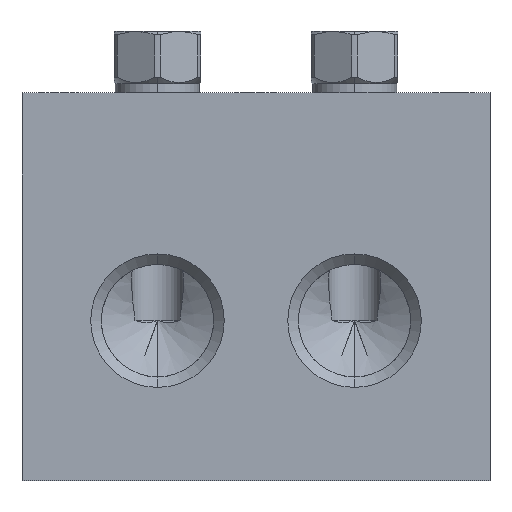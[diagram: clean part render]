
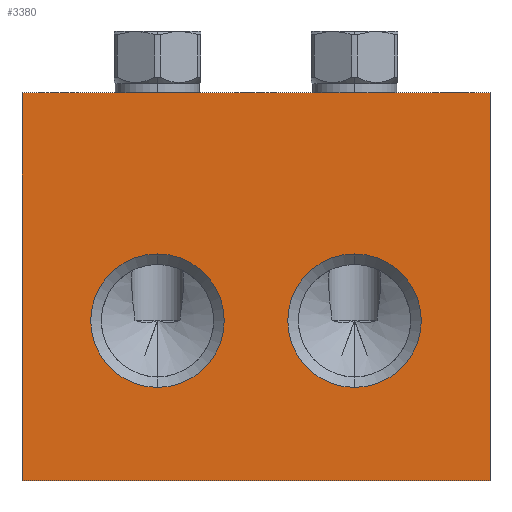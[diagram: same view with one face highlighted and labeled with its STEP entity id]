
A CAD part, front view. The second image highlights one B-rep face of the part: STEP entity #3380.
In plain terms, the highlighted planar face has unit normal (0, -1, 0).
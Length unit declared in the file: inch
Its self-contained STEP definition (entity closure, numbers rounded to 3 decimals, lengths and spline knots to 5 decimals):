
#5=DIRECTION('',(1.,0.,0.));
#6=VECTOR('',#5,4.75);
#7=CARTESIAN_POINT('',(0.,-3.,0.));
#8=LINE('',#7,#6);
#105=DIRECTION('',(0.,0.,1.));
#106=VECTOR('',#105,3.938);
#107=CARTESIAN_POINT('',(4.75,-3.,0.));
#108=LINE('',#107,#106);
#119=DIRECTION('',(0.,0.,1.));
#120=VECTOR('',#119,3.938);
#121=CARTESIAN_POINT('',(0.,-3.,0.));
#122=LINE('',#121,#120);
#123=CARTESIAN_POINT('',(1.375,-3.,1.625));
#124=DIRECTION('',(0.,1.,0.));
#125=DIRECTION('',(0.,0.,-1.));
#126=AXIS2_PLACEMENT_3D('',#123,#124,#125);
#128=CARTESIAN_POINT('',(1.375,-3.,1.625));
#129=DIRECTION('',(0.,1.,0.));
#130=DIRECTION('',(0.,0.,1.));
#131=AXIS2_PLACEMENT_3D('',#128,#129,#130);
#133=CARTESIAN_POINT('',(3.375,-3.,1.625));
#134=DIRECTION('',(0.,1.,0.));
#135=DIRECTION('',(0.,0.,-1.));
#136=AXIS2_PLACEMENT_3D('',#133,#134,#135);
#138=CARTESIAN_POINT('',(3.375,-3.,1.625));
#139=DIRECTION('',(0.,1.,0.));
#140=DIRECTION('',(0.,0.,1.));
#141=AXIS2_PLACEMENT_3D('',#138,#139,#140);
#155=DIRECTION('',(1.,0.,0.));
#156=VECTOR('',#155,4.75);
#157=CARTESIAN_POINT('',(0.,-3.,3.938));
#158=LINE('',#157,#156);
#2844=CARTESIAN_POINT('',(0.,-3.,0.));
#2846=VERTEX_POINT('',#2844);
#2847=CARTESIAN_POINT('',(4.75,-3.,0.));
#2848=VERTEX_POINT('',#2847);
#2852=CARTESIAN_POINT('',(0.,-3.,3.938));
#2854=VERTEX_POINT('',#2852);
#2855=CARTESIAN_POINT('',(4.75,-3.,3.938));
#2856=VERTEX_POINT('',#2855);
#3093=CARTESIAN_POINT('',(1.375,-3.,2.3025));
#3095=VERTEX_POINT('',#3093);
#3097=CARTESIAN_POINT('',(1.375,-3.,0.9475));
#3098=VERTEX_POINT('',#3097);
#3119=CARTESIAN_POINT('',(3.375,-3.,2.3025));
#3121=VERTEX_POINT('',#3119);
#3123=CARTESIAN_POINT('',(3.375,-3.,0.9475));
#3124=VERTEX_POINT('',#3123);
#3356=CARTESIAN_POINT('',(0.,-3.,0.));
#3357=DIRECTION('',(0.,-1.,0.));
#3358=DIRECTION('',(1.,0.,0.));
#3359=AXIS2_PLACEMENT_3D('',#3356,#3357,#3358);
#3360=PLANE('',#3359);
#3361=ORIENTED_EDGE('',*,*,#3250,.F.);
#3362=ORIENTED_EDGE('',*,*,#3317,.T.);
#3364=ORIENTED_EDGE('',*,*,#3363,.T.);
#3365=ORIENTED_EDGE('',*,*,#3342,.F.);
#3366=EDGE_LOOP('',(#3361,#3362,#3364,#3365));
#3367=FACE_OUTER_BOUND('',#3366,.F.);
#3369=ORIENTED_EDGE('',*,*,#3368,.F.);
#3371=ORIENTED_EDGE('',*,*,#3370,.F.);
#3372=EDGE_LOOP('',(#3369,#3371));
#3373=FACE_BOUND('',#3372,.F.);
#3375=ORIENTED_EDGE('',*,*,#3374,.F.);
#3377=ORIENTED_EDGE('',*,*,#3376,.F.);
#3378=EDGE_LOOP('',(#3375,#3377));
#3379=FACE_BOUND('',#3378,.F.);
#3380=ADVANCED_FACE('',(#3367,#3373,#3379),#3360,.T.);
#127=CIRCLE('',#126,0.6775);
#132=CIRCLE('',#131,0.6775);
#137=CIRCLE('',#136,0.6775);
#142=CIRCLE('',#141,0.6775);
#3250=EDGE_CURVE('',#2846,#2848,#8,.T.);
#3317=EDGE_CURVE('',#2846,#2854,#122,.T.);
#3342=EDGE_CURVE('',#2848,#2856,#108,.T.);
#3363=EDGE_CURVE('',#2854,#2856,#158,.T.);
#3368=EDGE_CURVE('',#3098,#3095,#127,.T.);
#3370=EDGE_CURVE('',#3095,#3098,#132,.T.);
#3374=EDGE_CURVE('',#3124,#3121,#137,.T.);
#3376=EDGE_CURVE('',#3121,#3124,#142,.T.);
